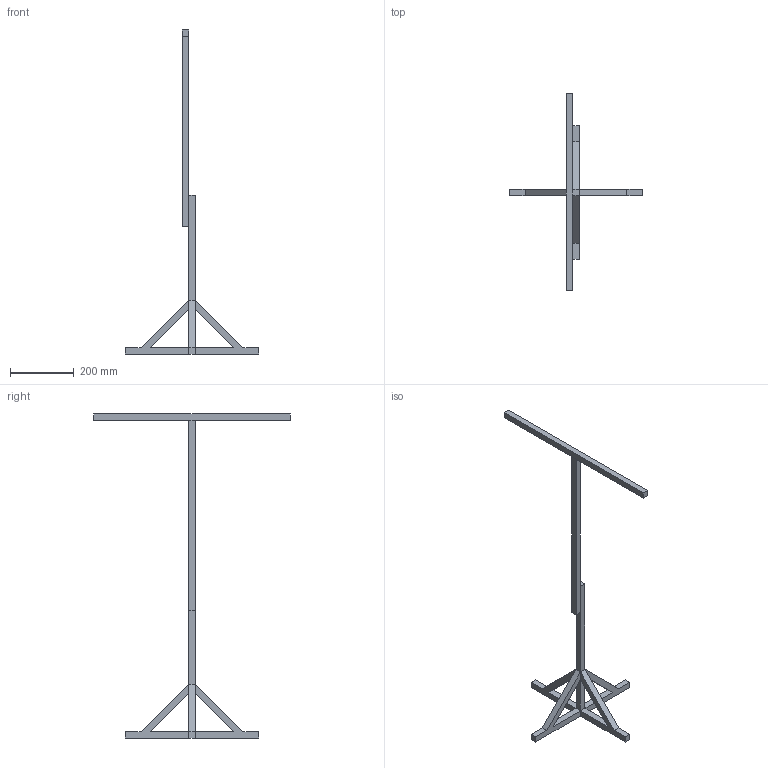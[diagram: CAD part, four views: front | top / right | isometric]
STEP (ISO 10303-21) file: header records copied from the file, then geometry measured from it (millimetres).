
FILE_DESCRIPTION(/* description */ (''),/* implementation_level */ '2;1');
FILE_NAME(/* name */ 'd7033a6f-e168-4693-a72a-e33fd4491487.stp',/* time_stamp */ '2020-07-02T09:34:29+00:00',/* author */ (''),/* organization */ (''),/* preprocessor_version */ 'ST-DEVELOPER v18.1',/* originating_system */ 'Autodesk Translation Framework v9.3.0.1241',/* authorisation */ '');
FILE_SCHEMA (('AUTOMOTIVE_DESIGN { 1 0 10303 214 3 1 1 }'));
Length unit declared in the file: centimetre
Products named in the file (1): sensor_frame
Bounding box: 420 x 620 x 1020 mm (x, y, z)
Volume: 1315411.3 mm3; surface area: 268682.3 mm2
Topology: 7 solids, 7 shells, 58 faces, 132 edges, 88 vertices
Faces by surface type: plane 58
Entity records: 1623 total; most frequent: CARTESIAN_POINT 279, ORIENTED_EDGE 264, DIRECTION 250, LINE 132, VECTOR 132, EDGE_CURVE 132, VERTEX_POINT 88, AXIS2_PLACEMENT_3D 59
